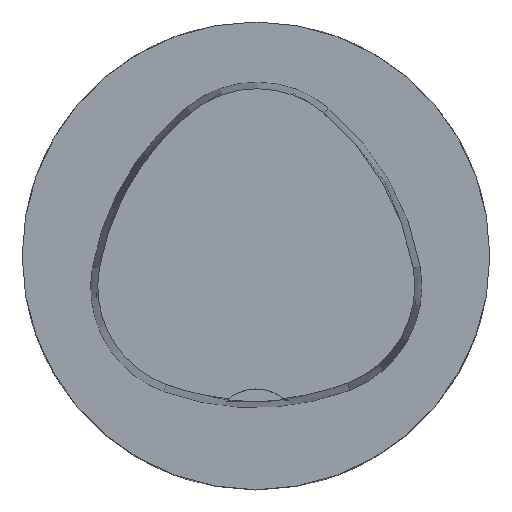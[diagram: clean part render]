
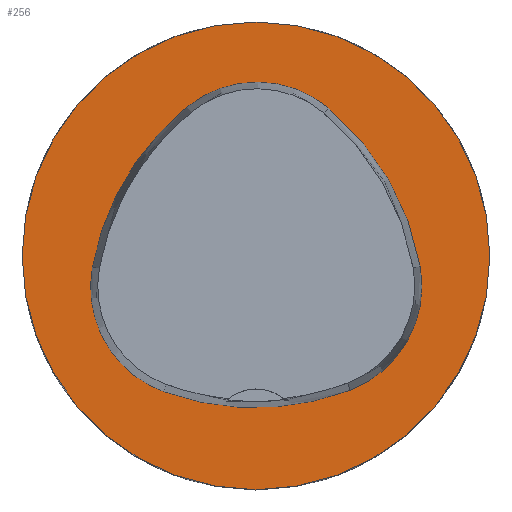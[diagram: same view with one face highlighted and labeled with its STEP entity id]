
A CAD part, top view. The second image highlights one B-rep face of the part: STEP entity #256.
In plain terms, the highlighted planar face has unit normal (0, 0, 1).
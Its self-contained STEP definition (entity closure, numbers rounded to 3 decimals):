
#224=FACE_BOUND('',#367,.T.);
#225=FACE_BOUND('',#368,.T.);
#256=ADVANCED_FACE('',(#224,#225),#277,.T.);
#277=PLANE('',#846);
#367=EDGE_LOOP('',(#478,#479,#480,#481,#482,#483));
#368=EDGE_LOOP('',(#484));
#478=ORIENTED_EDGE('',*,*,#636,.T.);
#479=ORIENTED_EDGE('',*,*,#616,.T.);
#480=ORIENTED_EDGE('',*,*,#620,.T.);
#481=ORIENTED_EDGE('',*,*,#623,.T.);
#482=ORIENTED_EDGE('',*,*,#626,.T.);
#483=ORIENTED_EDGE('',*,*,#634,.T.);
#484=ORIENTED_EDGE('',*,*,#607,.F.);
#552=VERTEX_POINT('',#1184);
#561=VERTEX_POINT('',#1203);
#562=VERTEX_POINT('',#1204);
#565=VERTEX_POINT('',#1212);
#567=VERTEX_POINT('',#1218);
#569=VERTEX_POINT('',#1224);
#576=VERTEX_POINT('',#1245);
#607=EDGE_CURVE('',#552,#552,#669,.T.);
#616=EDGE_CURVE('',#561,#562,#670,.T.);
#620=EDGE_CURVE('',#562,#565,#672,.T.);
#623=EDGE_CURVE('',#565,#567,#674,.T.);
#626=EDGE_CURVE('',#567,#569,#676,.T.);
#634=EDGE_CURVE('',#569,#576,#680,.T.);
#636=EDGE_CURVE('',#576,#561,#682,.T.);
#669=CIRCLE('',#818,31.5);
#670=CIRCLE('',#824,36.);
#672=CIRCLE('',#827,15.);
#674=CIRCLE('',#830,36.);
#676=CIRCLE('',#833,15.);
#680=CIRCLE('',#838,36.);
#682=CIRCLE('',#841,15.);
#818=AXIS2_PLACEMENT_3D('',#1183,#976,#977);
#824=AXIS2_PLACEMENT_3D('',#1202,#992,#993);
#827=AXIS2_PLACEMENT_3D('',#1211,#1000,#1001);
#830=AXIS2_PLACEMENT_3D('',#1217,#1007,#1008);
#833=AXIS2_PLACEMENT_3D('',#1223,#1014,#1015);
#838=AXIS2_PLACEMENT_3D('',#1246,#1026,#1027);
#841=AXIS2_PLACEMENT_3D('',#1249,#1032,#1033);
#846=AXIS2_PLACEMENT_3D('',#1254,#1042,#1043);
#976=DIRECTION('',(0.,0.,-1.));
#977=DIRECTION('',(-1.,0.,0.));
#992=DIRECTION('',(0.,0.,-1.));
#993=DIRECTION('',(-1.,0.,0.));
#1000=DIRECTION('',(0.,0.,-1.));
#1001=DIRECTION('',(-1.,0.,0.));
#1007=DIRECTION('',(0.,0.,-1.));
#1008=DIRECTION('',(-1.,0.,0.));
#1014=DIRECTION('',(0.,0.,-1.));
#1015=DIRECTION('',(-1.,0.,0.));
#1026=DIRECTION('',(0.,0.,-1.));
#1027=DIRECTION('',(-1.,0.,0.));
#1032=DIRECTION('',(0.,0.,-1.));
#1033=DIRECTION('',(-1.,0.,0.));
#1042=DIRECTION('',(0.,0.,1.));
#1043=DIRECTION('',(1.,0.,0.));
#1183=CARTESIAN_POINT('',(0.,0.,0.));
#1184=CARTESIAN_POINT('',(-31.5,0.,0.));
#1202=CARTESIAN_POINT('',(13.398,-7.893,0.));
#1203=CARTESIAN_POINT('',(-22.041,-1.562,0.));
#1204=CARTESIAN_POINT('',(-9.317,20.036,0.));
#1211=CARTESIAN_POINT('',(0.148,8.399,0.));
#1212=CARTESIAN_POINT('',(9.779,19.898,0.));
#1217=CARTESIAN_POINT('',(-13.337,-7.7,0.));
#1218=CARTESIAN_POINT('',(22.122,-1.48,0.));
#1223=CARTESIAN_POINT('',(7.347,-4.071,0.));
#1224=CARTESIAN_POINT('',(12.693,-18.087,0.));
#1245=CARTESIAN_POINT('',(-12.373,-18.307,0.));
#1246=CARTESIAN_POINT('',(-0.137,15.55,0.));
#1249=CARTESIAN_POINT('',(-7.275,-4.2,0.));
#1254=CARTESIAN_POINT('',(0.,0.,0.));
